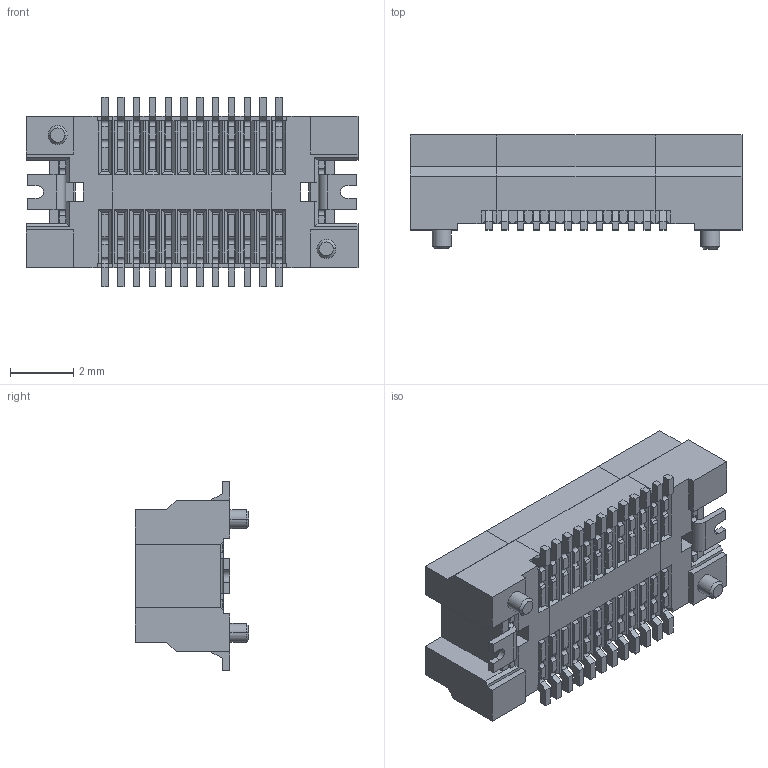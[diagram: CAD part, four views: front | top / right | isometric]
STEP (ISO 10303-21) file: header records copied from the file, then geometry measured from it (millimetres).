
FILE_DESCRIPTION((''),'2;1');
FILE_NAME('24_ASM','2012-09-17T',('12117822'),(''),'PRO/ENGINEER BY PARAMETRIC TECHNOLOGY CORPORATION, 2011190','PRO/ENGINEER BY PARAMETRIC TECHNOLOGY CORPORATION, 2011190','');
FILE_SCHEMA(('CONFIG_CONTROL_DESIGN'));
Length unit declared in the file: millimetre
Products named in the file (4): MSBR-3; MSBR-2; MSBR-1; 24_ASM
Assembly tree (3 placements, depth 2):
  24_ASM
    MSBR-3
    MSBR-2
    MSBR-1
Bounding box: 10.5 x 3.6 x 6 mm (x, y, z)
Volume: 83 mm3; surface area: 463.1 mm2
Topology: 3 solids, 3 shells, 1582 faces, 5260 edges, 3380 vertices
Faces by surface type: plane 1344, cylinder 234, cone 4
Entity records: 56866 total; most frequent: ORIENTED_EDGE 10520, CARTESIAN_POINT 10263, DIRECTION 8910, EDGE_CURVE 5260, VECTOR 4772, LINE 4772, VERTEX_POINT 3380, AXIS2_PLACEMENT_3D 2069
